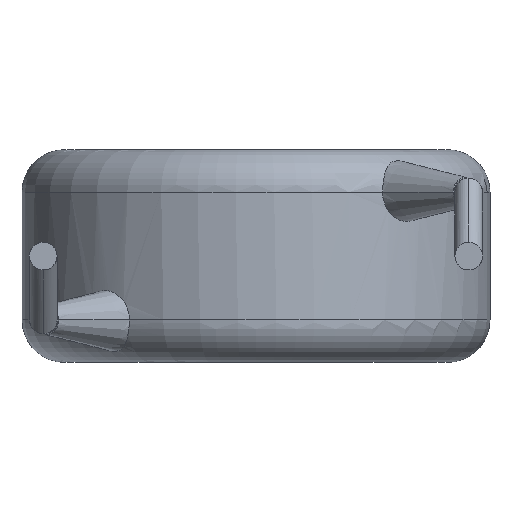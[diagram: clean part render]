
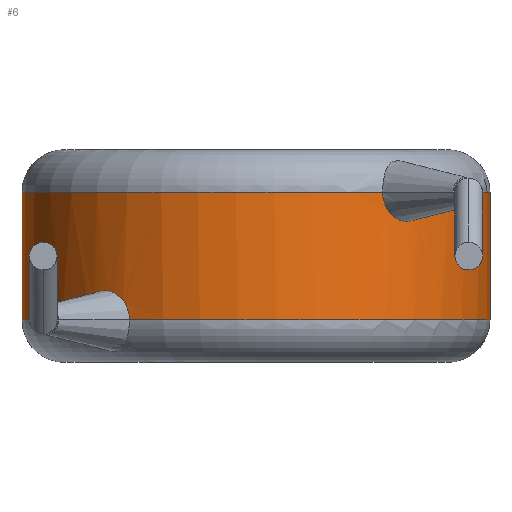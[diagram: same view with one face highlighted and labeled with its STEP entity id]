
A CAD part, front view. The second image highlights one B-rep face of the part: STEP entity #6.
In plain terms, the highlighted cylindrical face has radius 5.5 mm (diameter 11 mm), a partial arc.
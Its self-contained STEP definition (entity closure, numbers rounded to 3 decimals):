
#6 = ADVANCED_FACE ( 'NONE', ( #3717 ), #90, .T. ) ;
#48 = LINE ( 'NONE', #671, #3279 ) ;
#90 = CYLINDRICAL_SURFACE ( 'NONE', #314, 5.5 ) ;
#123 = CARTESIAN_POINT ( 'NONE',  ( -5.5, 0., 4. ) ) ;
#147 = CARTESIAN_POINT ( 'NONE',  ( 0., 0., 4. ) ) ;
#163 = CARTESIAN_POINT ( 'NONE',  ( 3.253, -4.436, 3.386 ) ) ;
#172 = VERTEX_POINT ( 'NONE', #1937 ) ;
#179 = CARTESIAN_POINT ( 'NONE',  ( 3.673, -4.094, 3.33 ) ) ;
#314 = AXIS2_PLACEMENT_3D ( 'NONE', #3735, #3773, #3437 ) ;
#320 = CARTESIAN_POINT ( 'NONE',  ( -3.253, -4.436, 1.614 ) ) ;
#374 = CIRCLE ( 'NONE', #2232, 5.5 ) ;
#467 = VERTEX_POINT ( 'NONE', #2123 ) ;
#508 = DIRECTION ( 'NONE',  ( 1., 0., 0. ) ) ;
#534 = CARTESIAN_POINT ( 'NONE',  ( 2.993, -4.615, 3.819 ) ) ;
#552 = VERTEX_POINT ( 'NONE', #2805 ) ;
#671 = CARTESIAN_POINT ( 'NONE',  ( -5.5, 0., 5. ) ) ;
#801 = AXIS2_PLACEMENT_3D ( 'NONE', #1543, #3781, #965 ) ;
#827 = DIRECTION ( 'NONE',  ( 0., 0., -1. ) ) ;
#883 = CARTESIAN_POINT ( 'NONE',  ( 5.5, 0., 1. ) ) ;
#944 = ORIENTED_EDGE ( 'NONE', *, *, #3718, .F. ) ;
#961 = VECTOR ( 'NONE', #2187, 1000. ) ;
#965 = DIRECTION ( 'NONE',  ( 1., 0., 0. ) ) ;
#996 = ORIENTED_EDGE ( 'NONE', *, *, #1536, .F. ) ;
#1084 = DIRECTION ( 'NONE',  ( 1., 0., 0. ) ) ;
#1180 = CARTESIAN_POINT ( 'NONE',  ( 3.852, -3.927, 3.449 ) ) ;
#1181 = EDGE_CURVE ( 'NONE', #172, #1237, #3188, .T. ) ;
#1200 = AXIS2_PLACEMENT_3D ( 'NONE', #3173, #3815, #2533 ) ;
#1237 = VERTEX_POINT ( 'NONE', #883 ) ;
#1253 = CARTESIAN_POINT ( 'NONE',  ( 2.977, -4.625, 4. ) ) ;
#1268 = LINE ( 'NONE', #2540, #961 ) ;
#1342 = B_SPLINE_CURVE_WITH_KNOTS ( 'NONE', 3,
 ( #3729, #1520, #534, #2109, #3108, #163, #3432, #1492, #179, #3123, #1180, #3448, #1746, #2214 ),
 .UNSPECIFIED., .F., .F.,
 ( 4, 2, 2, 2, 2, 2, 4 ),
 ( 0., 0., 0.001, 0.001, 0.001, 0.002, 0.002 ),
 .UNSPECIFIED. ) ;
#1381 = ORIENTED_EDGE ( 'NONE', *, *, #2070, .T. ) ;
#1421 = VERTEX_POINT ( 'NONE', #2757 ) ;
#1492 = CARTESIAN_POINT ( 'NONE',  ( 3.606, -4.154, 3.313 ) ) ;
#1520 = CARTESIAN_POINT ( 'NONE',  ( 2.977, -4.625, 3.909 ) ) ;
#1536 = EDGE_CURVE ( 'NONE', #172, #552, #1979, .T. ) ;
#1543 = CARTESIAN_POINT ( 'NONE',  ( 0., 0., 1. ) ) ;
#1588 = CARTESIAN_POINT ( 'NONE',  ( -3.606, -4.154, 1.687 ) ) ;
#1746 = CARTESIAN_POINT ( 'NONE',  ( 4.04, -3.732, 3.817 ) ) ;
#1853 = CARTESIAN_POINT ( 'NONE',  ( -4.04, -3.732, 1.183 ) ) ;
#1927 = CARTESIAN_POINT ( 'NONE',  ( -2.977, -4.625, 1.091 ) ) ;
#1937 = CARTESIAN_POINT ( 'NONE',  ( -2.977, -4.625, 1. ) ) ;
#1979 = B_SPLINE_CURVE_WITH_KNOTS ( 'NONE', 3,
 ( #3196, #1927, #4204, #3574, #2545, #320, #4152, #1588, #3826, #4164, #2217, #2509, #1853, #2331 ),
 .UNSPECIFIED., .F., .F.,
 ( 4, 2, 2, 2, 2, 2, 4 ),
 ( 0., 0., 0.001, 0.001, 0.001, 0.002, 0.002 ),
 .UNSPECIFIED. ) ;
#1985 = CARTESIAN_POINT ( 'NONE',  ( 5.5, 0., 4. ) ) ;
#1996 = EDGE_CURVE ( 'NONE', #1421, #552, #374, .T. ) ;
#2070 = EDGE_CURVE ( 'NONE', #4168, #467, #3725, .T. ) ;
#2109 = CARTESIAN_POINT ( 'NONE',  ( 3.052, -4.576, 3.652 ) ) ;
#2123 = CARTESIAN_POINT ( 'NONE',  ( 4.04, -3.732, 4. ) ) ;
#2156 = EDGE_CURVE ( 'NONE', #3988, #3768, #2962, .T. ) ;
#2187 = DIRECTION ( 'NONE',  ( 0., 0., -1. ) ) ;
#2214 = CARTESIAN_POINT ( 'NONE',  ( 4.04, -3.732, 4. ) ) ;
#2217 = CARTESIAN_POINT ( 'NONE',  ( -3.852, -3.927, 1.551 ) ) ;
#2224 = EDGE_CURVE ( 'NONE', #3768, #1421, #48, .T. ) ;
#2232 = AXIS2_PLACEMENT_3D ( 'NONE', #3645, #3069, #1084 ) ;
#2331 = CARTESIAN_POINT ( 'NONE',  ( -4.04, -3.732, 1. ) ) ;
#2509 = CARTESIAN_POINT ( 'NONE',  ( -3.99, -3.788, 1.36 ) ) ;
#2533 = DIRECTION ( 'NONE',  ( 1., 0., 0. ) ) ;
#2540 = CARTESIAN_POINT ( 'NONE',  ( 5.5, 0., 5. ) ) ;
#2545 = CARTESIAN_POINT ( 'NONE',  ( -3.095, -4.547, 1.424 ) ) ;
#2608 = DIRECTION ( 'NONE',  ( 0., 0., -1. ) ) ;
#2757 = CARTESIAN_POINT ( 'NONE',  ( -5.5, 0., 1. ) ) ;
#2805 = CARTESIAN_POINT ( 'NONE',  ( -4.04, -3.732, 1. ) ) ;
#2962 = CIRCLE ( 'NONE', #1200, 5.5 ) ;
#3069 = DIRECTION ( 'NONE',  ( 0., 0., 1. ) ) ;
#3108 = CARTESIAN_POINT ( 'NONE',  ( 3.095, -4.547, 3.576 ) ) ;
#3123 = CARTESIAN_POINT ( 'NONE',  ( 3.797, -3.98, 3.399 ) ) ;
#3173 = CARTESIAN_POINT ( 'NONE',  ( 0., 0., 4. ) ) ;
#3188 = CIRCLE ( 'NONE', #801, 5.5 ) ;
#3196 = CARTESIAN_POINT ( 'NONE',  ( -2.977, -4.625, 1. ) ) ;
#3279 = VECTOR ( 'NONE', #2608, 1000. ) ;
#3432 = CARTESIAN_POINT ( 'NONE',  ( 3.398, -4.328, 3.313 ) ) ;
#3437 = DIRECTION ( 'NONE',  ( -1., 0., 0. ) ) ;
#3448 = CARTESIAN_POINT ( 'NONE',  ( 3.99, -3.788, 3.64 ) ) ;
#3472 = ORIENTED_EDGE ( 'NONE', *, *, #2224, .T. ) ;
#3508 = EDGE_LOOP ( 'NONE', ( #4175, #1381, #944, #3551, #3472, #3554, #996, #3638 ) ) ;
#3551 = ORIENTED_EDGE ( 'NONE', *, *, #2156, .T. ) ;
#3554 = ORIENTED_EDGE ( 'NONE', *, *, #1996, .T. ) ;
#3574 = CARTESIAN_POINT ( 'NONE',  ( -3.052, -4.576, 1.348 ) ) ;
#3638 = ORIENTED_EDGE ( 'NONE', *, *, #1181, .T. ) ;
#3645 = CARTESIAN_POINT ( 'NONE',  ( 0., 0., 1. ) ) ;
#3646 = AXIS2_PLACEMENT_3D ( 'NONE', #147, #827, #508 ) ;
#3717 = FACE_OUTER_BOUND ( 'NONE', #3508, .T. ) ;
#3718 = EDGE_CURVE ( 'NONE', #3988, #467, #1342, .T. ) ;
#3725 = CIRCLE ( 'NONE', #3646, 5.5 ) ;
#3729 = CARTESIAN_POINT ( 'NONE',  ( 2.977, -4.625, 4. ) ) ;
#3735 = CARTESIAN_POINT ( 'NONE',  ( 0., 0., 5. ) ) ;
#3768 = VERTEX_POINT ( 'NONE', #123 ) ;
#3773 = DIRECTION ( 'NONE',  ( 0., 0., -1. ) ) ;
#3781 = DIRECTION ( 'NONE',  ( 0., 0., 1. ) ) ;
#3815 = DIRECTION ( 'NONE',  ( 0., 0., -1. ) ) ;
#3826 = CARTESIAN_POINT ( 'NONE',  ( -3.673, -4.094, 1.67 ) ) ;
#3988 = VERTEX_POINT ( 'NONE', #1253 ) ;
#4069 = EDGE_CURVE ( 'NONE', #4168, #1237, #1268, .T. ) ;
#4152 = CARTESIAN_POINT ( 'NONE',  ( -3.398, -4.328, 1.687 ) ) ;
#4164 = CARTESIAN_POINT ( 'NONE',  ( -3.797, -3.98, 1.601 ) ) ;
#4168 = VERTEX_POINT ( 'NONE', #1985 ) ;
#4175 = ORIENTED_EDGE ( 'NONE', *, *, #4069, .F. ) ;
#4204 = CARTESIAN_POINT ( 'NONE',  ( -2.993, -4.615, 1.181 ) ) ;
